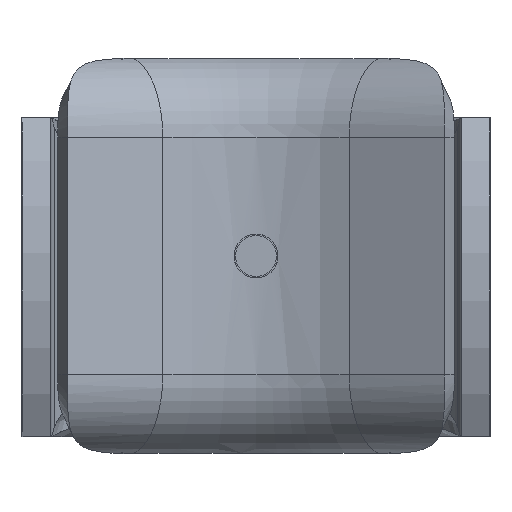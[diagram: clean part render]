
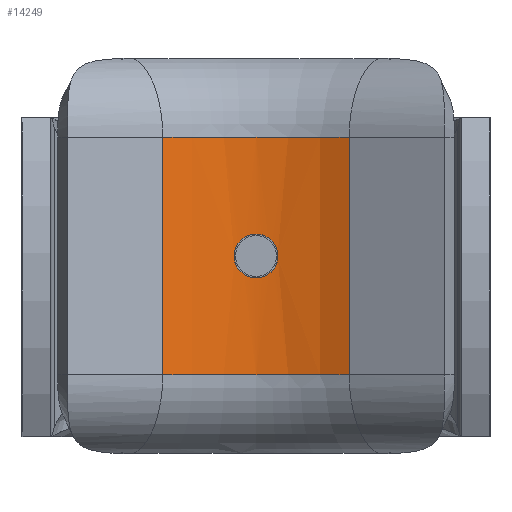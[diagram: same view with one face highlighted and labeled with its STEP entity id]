
A CAD part, front view. The second image highlights one B-rep face of the part: STEP entity #14249.
In plain terms, the highlighted cylindrical face has radius 14 mm (diameter 28 mm), a partial arc.
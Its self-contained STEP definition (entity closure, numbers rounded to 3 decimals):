
#121 = CARTESIAN_POINT ( 'NONE',  ( -0.5, 5.201, -1.471 ) ) ;
#683 = CARTESIAN_POINT ( 'NONE',  ( -0.102, 5.209, 1.55 ) ) ;
#775 = CARTESIAN_POINT ( 'NONE',  ( -6.573, 3.571, -15. ) ) ;
#1066 = CARTESIAN_POINT ( 'NONE',  ( -0.688, 5.193, -1.393 ) ) ;
#1137 = CARTESIAN_POINT ( 'NONE',  ( 1.392, 5.14, -0.689 ) ) ;
#1208 = CARTESIAN_POINT ( 'NONE',  ( -1.345, 5.145, -0.777 ) ) ;
#1282 = CARTESIAN_POINT ( 'NONE',  ( 1.232, 5.155, -0.946 ) ) ;
#1474 = CARTESIAN_POINT ( 'NONE',  ( -6.573, 3.571, -8.381 ) ) ;
#1628 = AXIS2_PLACEMENT_3D ( 'NONE', #4078, #15115, #13696 ) ;
#1703 = CARTESIAN_POINT ( 'NONE',  ( 6.573, 3.571, -15. ) ) ;
#1950 = EDGE_LOOP ( 'NONE', ( #14775, #2453, #6047, #6428 ) ) ;
#2036 = VERTEX_POINT ( 'NONE', #7154 ) ;
#2220 = CARTESIAN_POINT ( 'NONE',  ( 1.234, 5.155, 0.944 ) ) ;
#2298 = CARTESIAN_POINT ( 'NONE',  ( -1.55, 5.123, 0.203 ) ) ;
#2380 = CARTESIAN_POINT ( 'NONE',  ( -0.945, 5.178, 1.233 ) ) ;
#2453 = ORIENTED_EDGE ( 'NONE', *, *, #8924, .F. ) ;
#2850 = CARTESIAN_POINT ( 'NONE',  ( 0., -8.791, 8.381 ) ) ;
#2889 = CARTESIAN_POINT ( 'NONE',  ( 0., -8.791, -8.381 ) ) ;
#3095 = CARTESIAN_POINT ( 'NONE',  ( -0.688, 5.193, 1.393 ) ) ;
#3407 = CARTESIAN_POINT ( 'NONE',  ( 1.5, 5.129, -0.403 ) ) ;
#3480 = CARTESIAN_POINT ( 'NONE',  ( 0., 5.209, 1.55 ) ) ;
#3991 = CARTESIAN_POINT ( 'NONE',  ( 6.573, 3.571, -8.381 ) ) ;
#3998 = FACE_BOUND ( 'NONE', #12817, .T. ) ;
#4078 = CARTESIAN_POINT ( 'NONE',  ( 0., -8.791, -15. ) ) ;
#4217 = LINE ( 'NONE', #1703, #5645 ) ;
#4492 = CIRCLE ( 'NONE', #14560, 14. ) ;
#4582 = CARTESIAN_POINT ( 'NONE',  ( -1.393, 5.14, -0.686 ) ) ;
#4665 = CARTESIAN_POINT ( 'NONE',  ( -1.025, 5.172, 1.167 ) ) ;
#4737 = CARTESIAN_POINT ( 'NONE',  ( 1.47, 5.132, -0.501 ) ) ;
#4896 = CARTESIAN_POINT ( 'NONE',  ( 1.393, 5.14, 0.686 ) ) ;
#5338 = FACE_OUTER_BOUND ( 'NONE', #1950, .T. ) ;
#5645 = VECTOR ( 'NONE', #11401, 1000. ) ;
#5693 = CARTESIAN_POINT ( 'NONE',  ( -0.401, 5.204, 1.501 ) ) ;
#5847 = CARTESIAN_POINT ( 'NONE',  ( 0.409, 5.205, 1.509 ) ) ;
#5920 = CARTESIAN_POINT ( 'NONE',  ( 0.406, 5.205, -1.509 ) ) ;
#5936 = ORIENTED_EDGE ( 'NONE', *, *, #9596, .F. ) ;
#6047 = ORIENTED_EDGE ( 'NONE', *, *, #14836, .T. ) ;
#6069 = DIRECTION ( 'NONE',  ( 0., 0., 1. ) ) ;
#6075 = CARTESIAN_POINT ( 'NONE',  ( 1.501, 5.129, 0.4 ) ) ;
#6428 = ORIENTED_EDGE ( 'NONE', *, *, #8124, .T. ) ;
#7037 = CARTESIAN_POINT ( 'NONE',  ( -1.024, 5.172, -1.168 ) ) ;
#7154 = CARTESIAN_POINT ( 'NONE',  ( 0., 5.209, 1.55 ) ) ;
#7265 = CARTESIAN_POINT ( 'NONE',  ( 1.54, 5.125, -0.205 ) ) ;
#7343 = CARTESIAN_POINT ( 'NONE',  ( 1.346, 5.145, 0.775 ) ) ;
#7427 = CIRCLE ( 'NONE', #8194, 14. ) ;
#7704 = DIRECTION ( 'NONE',  ( 1., 0., 0. ) ) ;
#8124 = EDGE_CURVE ( 'NONE', #14086, #12960, #4492, .T. ) ;
#8194 = AXIS2_PLACEMENT_3D ( 'NONE', #2889, #11079, #7704 ) ;
#8226 = CARTESIAN_POINT ( 'NONE',  ( -1.169, 5.161, -1.023 ) ) ;
#8295 = CARTESIAN_POINT ( 'NONE',  ( -1.5, 5.129, -0.402 ) ) ;
#8371 = CARTESIAN_POINT ( 'NONE',  ( -1.239, 5.155, 0.953 ) ) ;
#8446 = CARTESIAN_POINT ( 'NONE',  ( -0.403, 5.204, -1.5 ) ) ;
#8924 = EDGE_CURVE ( 'NONE', #11958, #12385, #7427, .T. ) ;
#9189 = LINE ( 'NONE', #775, #13687 ) ;
#9403 = CARTESIAN_POINT ( 'NONE',  ( 0.202, 5.209, -1.55 ) ) ;
#9482 = CARTESIAN_POINT ( 'NONE',  ( -0.946, 5.178, -1.232 ) ) ;
#9553 = CARTESIAN_POINT ( 'NONE',  ( 1.168, 5.161, 1.024 ) ) ;
#9596 = EDGE_CURVE ( 'NONE', #2036, #2036, #12433, .T. ) ;
#9627 = CARTESIAN_POINT ( 'NONE',  ( -1.354, 5.144, 0.78 ) ) ;
#9704 = CARTESIAN_POINT ( 'NONE',  ( -1.54, 5.125, -0.203 ) ) ;
#10230 = CYLINDRICAL_SURFACE ( 'NONE', #1628, 14. ) ;
#10264 = CARTESIAN_POINT ( 'NONE',  ( -0.5, 5.201, 1.471 ) ) ;
#10345 = CARTESIAN_POINT ( 'NONE',  ( -0.777, 5.188, 1.345 ) ) ;
#10579 = CARTESIAN_POINT ( 'NONE',  ( 0.779, 5.189, -1.355 ) ) ;
#10655 = CARTESIAN_POINT ( 'NONE',  ( -1.55, 5.123, -0.1 ) ) ;
#10729 = CARTESIAN_POINT ( 'NONE',  ( 1.471, 5.132, 0.499 ) ) ;
#10885 = CARTESIAN_POINT ( 'NONE',  ( 1.166, 5.161, -1.026 ) ) ;
#11079 = DIRECTION ( 'NONE',  ( 0., 0., 1. ) ) ;
#11360 = DIRECTION ( 'NONE',  ( 0., 0., 1. ) ) ;
#11401 = DIRECTION ( 'NONE',  ( 0., 0., 1. ) ) ;
#11840 = CARTESIAN_POINT ( 'NONE',  ( 0.952, 5.178, -1.24 ) ) ;
#11916 = CARTESIAN_POINT ( 'NONE',  ( 1.55, 5.123, 0.101 ) ) ;
#11958 = VERTEX_POINT ( 'NONE', #3991 ) ;
#11996 = CARTESIAN_POINT ( 'NONE',  ( -1.471, 5.132, -0.499 ) ) ;
#12074 = CARTESIAN_POINT ( 'NONE',  ( -0.102, 5.209, -1.55 ) ) ;
#12287 = CARTESIAN_POINT ( 'NONE',  ( 6.573, 3.571, 8.381 ) ) ;
#12303 = CARTESIAN_POINT ( 'NONE',  ( -6.573, 3.571, 8.381 ) ) ;
#12385 = VERTEX_POINT ( 'NONE', #1474 ) ;
#12433 = B_SPLINE_CURVE_WITH_KNOTS ( 'NONE', 3,
 ( #13896, #683, #15080, #5693, #10264, #3095, #10345, #2380, #4665, #8371, #9627, #14204, #2298, #10655, #9704, #8295, #11996, #4582, #1208, #13332, #8226, #7037, #9482, #15385, #1066, #121, #8446, #13026, #12074, #9403, #5920, #10579, #11840, #10885, #1282, #13180, #1137, #4737, #3407, #7265, #14431, #11916, #15463, #6075, #10729, #4896, #7343, #2220, #9553, #13257, #14511, #5847, #14280, #3480 ),
 .UNSPECIFIED., .T., .F.,
 ( 4, 2, 2, 2, 2, 2, 2, 2, 2, 2, 2, 2, 2, 2, 2, 2, 2, 2, 2, 2, 2, 2, 2, 2, 2, 2, 4 ),
 ( 0., 0., 0.001, 0.001, 0.001, 0.002, 0.002, 0.003, 0.003, 0.003, 0.004, 0.004, 0.004, 0.005, 0.005, 0.005, 0.006, 0.006, 0.007, 0.007, 0.007, 0.008, 0.008, 0.008, 0.008, 0.009, 0.01 ),
 .UNSPECIFIED. ) ;
#12475 = DIRECTION ( 'NONE',  ( 1., 0., 0. ) ) ;
#12817 = EDGE_LOOP ( 'NONE', ( #5936 ) ) ;
#12896 = EDGE_CURVE ( 'NONE', #12385, #12960, #9189, .T. ) ;
#12960 = VERTEX_POINT ( 'NONE', #12303 ) ;
#13026 = CARTESIAN_POINT ( 'NONE',  ( -0.205, 5.208, -1.54 ) ) ;
#13180 = CARTESIAN_POINT ( 'NONE',  ( 1.345, 5.145, -0.778 ) ) ;
#13257 = CARTESIAN_POINT ( 'NONE',  ( 0.954, 5.178, 1.238 ) ) ;
#13332 = CARTESIAN_POINT ( 'NONE',  ( -1.233, 5.155, -0.945 ) ) ;
#13687 = VECTOR ( 'NONE', #6069, 1000. ) ;
#13696 = DIRECTION ( 'NONE',  ( 1., 0., 0. ) ) ;
#13896 = CARTESIAN_POINT ( 'NONE',  ( 0., 5.209, 1.55 ) ) ;
#14086 = VERTEX_POINT ( 'NONE', #12287 ) ;
#14204 = CARTESIAN_POINT ( 'NONE',  ( -1.509, 5.128, 0.407 ) ) ;
#14249 = ADVANCED_FACE ( 'NONE', ( #3998, #5338 ), #10230, .F. ) ;
#14280 = CARTESIAN_POINT ( 'NONE',  ( 0.205, 5.209, 1.55 ) ) ;
#14431 = CARTESIAN_POINT ( 'NONE',  ( 1.55, 5.123, -0.104 ) ) ;
#14511 = CARTESIAN_POINT ( 'NONE',  ( 0.781, 5.189, 1.354 ) ) ;
#14560 = AXIS2_PLACEMENT_3D ( 'NONE', #2850, #11360, #12475 ) ;
#14775 = ORIENTED_EDGE ( 'NONE', *, *, #12896, .F. ) ;
#14836 = EDGE_CURVE ( 'NONE', #11958, #14086, #4217, .T. ) ;
#15080 = CARTESIAN_POINT ( 'NONE',  ( -0.203, 5.208, 1.54 ) ) ;
#15115 = DIRECTION ( 'NONE',  ( 0., 0., 1. ) ) ;
#15385 = CARTESIAN_POINT ( 'NONE',  ( -0.778, 5.188, -1.344 ) ) ;
#15463 = CARTESIAN_POINT ( 'NONE',  ( 1.54, 5.125, 0.202 ) ) ;
